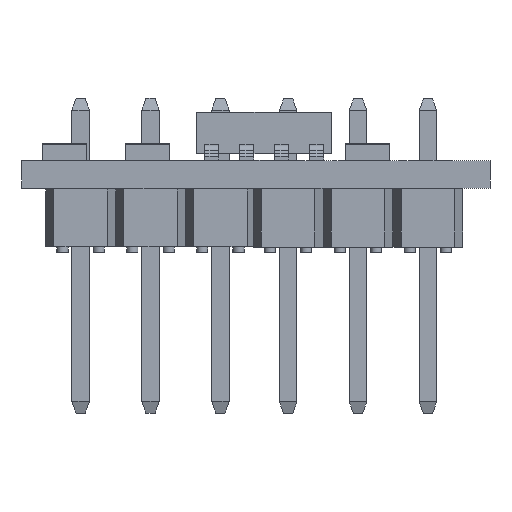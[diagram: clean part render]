
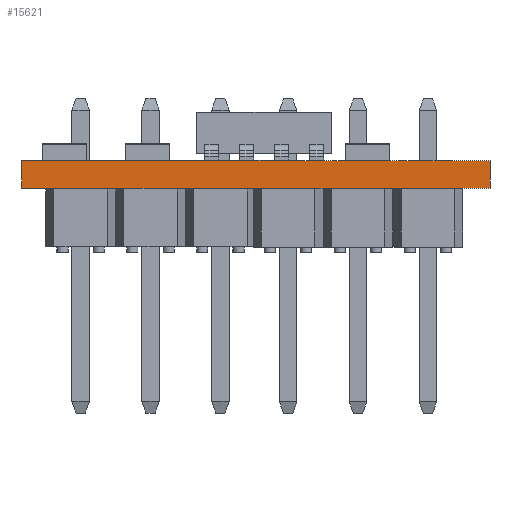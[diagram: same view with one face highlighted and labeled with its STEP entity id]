
A CAD part, front view. The second image highlights one B-rep face of the part: STEP entity #15621.
In plain terms, the highlighted planar face has unit normal (0, -1, 0).
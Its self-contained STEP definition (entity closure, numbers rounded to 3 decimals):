
#1624=PLANE('',#16301);
#2458=FACE_OUTER_BOUND('',#3358,.T.);
#3358=EDGE_LOOP('',(#14548,#14549,#14550,#14551));
#3934=LINE('',#21206,#5396);
#4822=LINE('',#29239,#6284);
#4827=LINE('',#29248,#6289);
#4828=LINE('',#29250,#6290);
#5396=VECTOR('',#17604,10.);
#6284=VECTOR('',#18994,10.);
#6289=VECTOR('',#19003,10.);
#6290=VECTOR('',#19006,10.);
#6879=VERTEX_POINT('',#21204);
#6880=VERTEX_POINT('',#21205);
#7873=VERTEX_POINT('',#29236);
#7876=VERTEX_POINT('',#29246);
#8610=EDGE_CURVE('',#6879,#6880,#3934,.T.);
#10100=EDGE_CURVE('',#7873,#6879,#4822,.T.);
#10105=EDGE_CURVE('',#7876,#6880,#4827,.T.);
#10106=EDGE_CURVE('',#7873,#7876,#4828,.T.);
#14548=ORIENTED_EDGE('',*,*,#10106,.T.);
#14549=ORIENTED_EDGE('',*,*,#10105,.T.);
#14550=ORIENTED_EDGE('',*,*,#8610,.F.);
#14551=ORIENTED_EDGE('',*,*,#10100,.F.);
#15621=ADVANCED_FACE('',(#2458),#1624,.T.);
#16301=AXIS2_PLACEMENT_3D('',#29249,#19004,#19005);
#17604=DIRECTION('',(1.,0.,0.));
#18994=DIRECTION('',(0.,0.,1.));
#19003=DIRECTION('',(0.,0.,1.));
#19004=DIRECTION('center_axis',(0.,-1.,0.));
#19005=DIRECTION('ref_axis',(1.,0.,0.));
#19006=DIRECTION('',(1.,0.,0.));
#21204=CARTESIAN_POINT('',(0.,0.,1.));
#21205=CARTESIAN_POINT('',(17.,0.,1.));
#21206=CARTESIAN_POINT('',(0.,0.,1.));
#29236=CARTESIAN_POINT('',(0.,0.,0.));
#29239=CARTESIAN_POINT('',(0.,0.,0.));
#29246=CARTESIAN_POINT('',(17.,0.,0.));
#29248=CARTESIAN_POINT('',(17.,0.,0.));
#29249=CARTESIAN_POINT('Origin',(0.,0.,0.));
#29250=CARTESIAN_POINT('',(0.,0.,0.));
